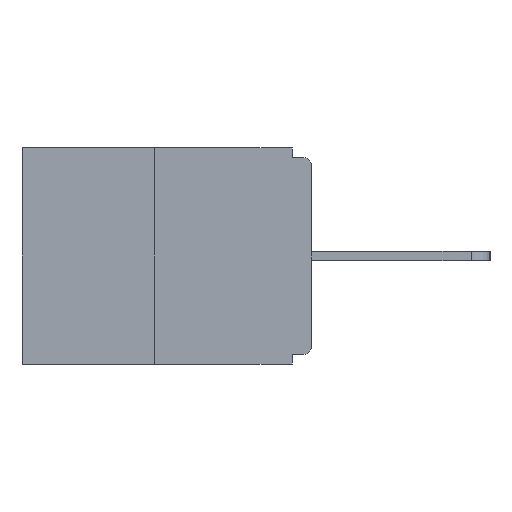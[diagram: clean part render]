
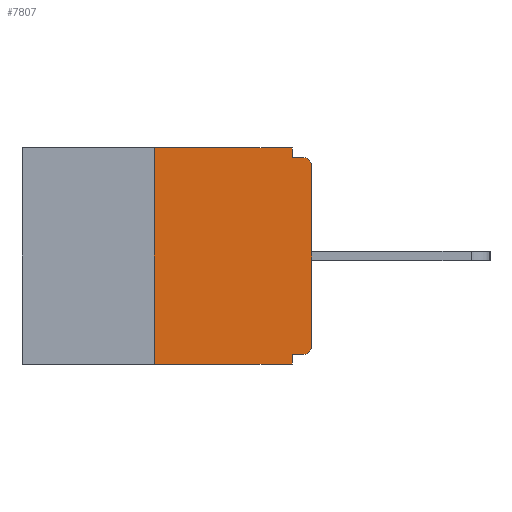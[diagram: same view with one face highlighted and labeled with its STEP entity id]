
A CAD part, left-side view. The second image highlights one B-rep face of the part: STEP entity #7807.
In plain terms, the highlighted planar face has unit normal (-1, 0, 0).
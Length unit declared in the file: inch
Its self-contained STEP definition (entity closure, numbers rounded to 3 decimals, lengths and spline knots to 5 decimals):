
#619 = CIRCLE ( 'NONE', #11833, 0.015 ) ;
#735 = VERTEX_POINT ( 'NONE', #5077 ) ;
#1263 = VERTEX_POINT ( 'NONE', #8989 ) ;
#1512 = LINE ( 'NONE', #17731, #2012 ) ;
#1904 = CARTESIAN_POINT ( 'NONE',  ( 0., 0.015, -0.03 ) ) ;
#2012 = VECTOR ( 'NONE', #7570, 39.37008 ) ;
#2122 = EDGE_CURVE ( 'NONE', #13719, #3450, #6379, .T. ) ;
#2448 = VECTOR ( 'NONE', #13635, 39.37008 ) ;
#2884 = DIRECTION ( 'NONE',  ( -1., 0., 0. ) ) ;
#2936 = ORIENTED_EDGE ( 'NONE', *, *, #10921, .F. ) ;
#3172 = ORIENTED_EDGE ( 'NONE', *, *, #11628, .F. ) ;
#3176 = VECTOR ( 'NONE', #15343, 39.37008 ) ;
#3211 = LINE ( 'NONE', #16586, #2448 ) ;
#3260 = EDGE_CURVE ( 'NONE', #12641, #13719, #5742, .T. ) ;
#3351 = VECTOR ( 'NONE', #12820, 39.37008 ) ;
#3450 = VERTEX_POINT ( 'NONE', #4912 ) ;
#4058 = LINE ( 'NONE', #7263, #6860 ) ;
#4613 = DIRECTION ( 'NONE',  ( 0., -1., 0. ) ) ;
#4912 = CARTESIAN_POINT ( 'NONE',  ( 0., 0.031, -0.015 ) ) ;
#5077 = CARTESIAN_POINT ( 'NONE',  ( 0., 0.031, -0.328 ) ) ;
#5626 = AXIS2_PLACEMENT_3D ( 'NONE', #18943, #2884, #6031 ) ;
#5742 = LINE ( 'NONE', #16807, #9346 ) ;
#6031 = DIRECTION ( 'NONE',  ( 0., 0., -1. ) ) ;
#6051 = CARTESIAN_POINT ( 'NONE',  ( 0., 0., -0.03 ) ) ;
#6379 = LINE ( 'NONE', #7497, #9943 ) ;
#6416 = CARTESIAN_POINT ( 'NONE',  ( 0., 0.031, 0. ) ) ;
#6860 = VECTOR ( 'NONE', #20421, 39.37008 ) ;
#6948 = EDGE_CURVE ( 'NONE', #14090, #1263, #1512, .T. ) ;
#7127 = EDGE_CURVE ( 'NONE', #14710, #20667, #4058, .T. ) ;
#7263 = CARTESIAN_POINT ( 'NONE',  ( 0., 0., 0. ) ) ;
#7497 = CARTESIAN_POINT ( 'NONE',  ( 0., 0.031, 0. ) ) ;
#7570 = DIRECTION ( 'NONE',  ( 0., -1., 0. ) ) ;
#7807 = ADVANCED_FACE ( 'NONE', ( #17373 ), #10737, .F. ) ;
#7875 = CARTESIAN_POINT ( 'NONE',  ( 0., 0.25, 0. ) ) ;
#8149 = VECTOR ( 'NONE', #4613, 39.37008 ) ;
#8632 = CARTESIAN_POINT ( 'NONE',  ( 0., 0., -0.313 ) ) ;
#8989 = CARTESIAN_POINT ( 'NONE',  ( 0., 0.031, -0.343 ) ) ;
#9014 = DIRECTION ( 'NONE',  ( 1., 0., 0. ) ) ;
#9346 = VECTOR ( 'NONE', #10624, 39.37008 ) ;
#9943 = VECTOR ( 'NONE', #12604, 39.37008 ) ;
#10077 = ORIENTED_EDGE ( 'NONE', *, *, #15937, .F. ) ;
#10200 = ORIENTED_EDGE ( 'NONE', *, *, #3260, .F. ) ;
#10260 = CARTESIAN_POINT ( 'NONE',  ( 0., 0., -0.328 ) ) ;
#10487 = VERTEX_POINT ( 'NONE', #20733 ) ;
#10624 = DIRECTION ( 'NONE',  ( 0., -1., 0. ) ) ;
#10737 = PLANE ( 'NONE',  #11059 ) ;
#10921 = EDGE_CURVE ( 'NONE', #14090, #12641, #15894, .T. ) ;
#10949 = CARTESIAN_POINT ( 'NONE',  ( 0., 0.015, -0.328 ) ) ;
#11059 = AXIS2_PLACEMENT_3D ( 'NONE', #18860, #9014, #20522 ) ;
#11211 = ORIENTED_EDGE ( 'NONE', *, *, #14656, .T. ) ;
#11317 = CARTESIAN_POINT ( 'NONE',  ( 0., 0., -0.015 ) ) ;
#11603 = EDGE_CURVE ( 'NONE', #13524, #14710, #19982, .T. ) ;
#11628 = EDGE_CURVE ( 'NONE', #3450, #10487, #11747, .T. ) ;
#11747 = LINE ( 'NONE', #11317, #8149 ) ;
#11833 = AXIS2_PLACEMENT_3D ( 'NONE', #1904, #13267, #18439 ) ;
#12604 = DIRECTION ( 'NONE',  ( 0., 0., -1. ) ) ;
#12641 = VERTEX_POINT ( 'NONE', #17164 ) ;
#12694 = ORIENTED_EDGE ( 'NONE', *, *, #2122, .F. ) ;
#12820 = DIRECTION ( 'NONE',  ( 0., 0., 1. ) ) ;
#13267 = DIRECTION ( 'NONE',  ( -1., 0., 0. ) ) ;
#13524 = VERTEX_POINT ( 'NONE', #10949 ) ;
#13635 = DIRECTION ( 'NONE',  ( 0., 0., -1. ) ) ;
#13719 = VERTEX_POINT ( 'NONE', #6416 ) ;
#14090 = VERTEX_POINT ( 'NONE', #17657 ) ;
#14358 = EDGE_CURVE ( 'NONE', #735, #1263, #3211, .T. ) ;
#14423 = ORIENTED_EDGE ( 'NONE', *, *, #14358, .F. ) ;
#14456 = ORIENTED_EDGE ( 'NONE', *, *, #6948, .T. ) ;
#14480 = EDGE_LOOP ( 'NONE', ( #10200, #2936, #14456, #14423, #10077, #17010, #15744, #11211, #3172, #12694 ) ) ;
#14656 = EDGE_CURVE ( 'NONE', #20667, #10487, #619, .T. ) ;
#14710 = VERTEX_POINT ( 'NONE', #8632 ) ;
#15343 = DIRECTION ( 'NONE',  ( 0., 1., 0. ) ) ;
#15744 = ORIENTED_EDGE ( 'NONE', *, *, #7127, .T. ) ;
#15894 = LINE ( 'NONE', #7875, #3351 ) ;
#15937 = EDGE_CURVE ( 'NONE', #13524, #735, #18549, .T. ) ;
#16586 = CARTESIAN_POINT ( 'NONE',  ( 0., 0.031, -0.343 ) ) ;
#16807 = CARTESIAN_POINT ( 'NONE',  ( 0., 0.46, 0. ) ) ;
#17010 = ORIENTED_EDGE ( 'NONE', *, *, #11603, .T. ) ;
#17164 = CARTESIAN_POINT ( 'NONE',  ( 0., 0.25, 0. ) ) ;
#17373 = FACE_OUTER_BOUND ( 'NONE', #14480, .T. ) ;
#17657 = CARTESIAN_POINT ( 'NONE',  ( 0., 0.25, -0.343 ) ) ;
#17731 = CARTESIAN_POINT ( 'NONE',  ( 0., 0.46, -0.343 ) ) ;
#18439 = DIRECTION ( 'NONE',  ( 0., 0., -1. ) ) ;
#18549 = LINE ( 'NONE', #10260, #3176 ) ;
#18860 = CARTESIAN_POINT ( 'NONE',  ( 0., 0.46, 0. ) ) ;
#18943 = CARTESIAN_POINT ( 'NONE',  ( 0., 0.015, -0.313 ) ) ;
#19982 = CIRCLE ( 'NONE', #5626, 0.015 ) ;
#20421 = DIRECTION ( 'NONE',  ( 0., 0., 1. ) ) ;
#20522 = DIRECTION ( 'NONE',  ( 0., 0., -1. ) ) ;
#20667 = VERTEX_POINT ( 'NONE', #6051 ) ;
#20733 = CARTESIAN_POINT ( 'NONE',  ( 0., 0.015, -0.015 ) ) ;
